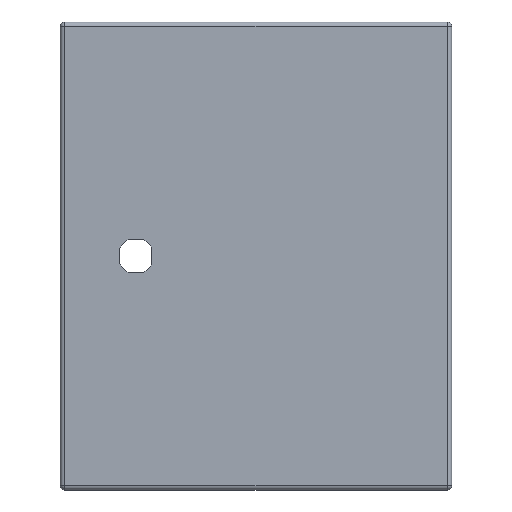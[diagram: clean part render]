
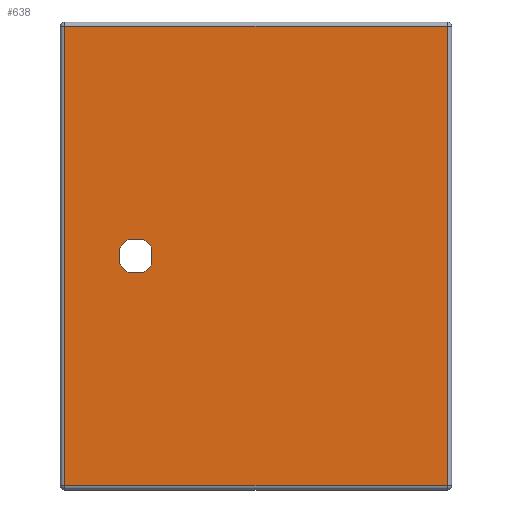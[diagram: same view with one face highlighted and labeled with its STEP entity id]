
A CAD part, top view. The second image highlights one B-rep face of the part: STEP entity #638.
In plain terms, the highlighted planar face has unit normal (0, 0, 1).
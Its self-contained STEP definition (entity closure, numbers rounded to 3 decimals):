
#224=FACE_BOUND('',#855,.T.);
#225=FACE_BOUND('',#856,.T.);
#371=LINE('',#2930,#516);
#375=LINE('',#2942,#520);
#379=LINE('',#2954,#524);
#382=LINE('',#2963,#527);
#384=LINE('',#2999,#529);
#385=LINE('',#3013,#530);
#398=LINE('',#3050,#543);
#399=LINE('',#3052,#544);
#516=VECTOR('',#2336,1.);
#520=VECTOR('',#2348,1.);
#524=VECTOR('',#2360,1.);
#527=VECTOR('',#2371,1.);
#529=VECTOR('',#2389,1.);
#530=VECTOR('',#2396,1.);
#543=VECTOR('',#2437,1.);
#544=VECTOR('',#2440,1.);
#638=ADVANCED_FACE('F52',(#224,#225),#689,.T.);
#689=PLANE('',#1998);
#855=EDGE_LOOP('',(#1204,#1205,#1206,#1207));
#856=EDGE_LOOP('',(#1208,#1209,#1210,#1211,#1212,#1213,#1214,#1215));
#1204=ORIENTED_EDGE('',*,*,#1724,.T.);
#1205=ORIENTED_EDGE('',*,*,#1723,.T.);
#1206=ORIENTED_EDGE('',*,*,#1701,.T.);
#1207=ORIENTED_EDGE('',*,*,#1704,.T.);
#1208=ORIENTED_EDGE('',*,*,#1692,.T.);
#1209=ORIENTED_EDGE('',*,*,#1672,.T.);
#1210=ORIENTED_EDGE('',*,*,#1675,.T.);
#1211=ORIENTED_EDGE('',*,*,#1678,.T.);
#1212=ORIENTED_EDGE('',*,*,#1681,.T.);
#1213=ORIENTED_EDGE('',*,*,#1684,.T.);
#1214=ORIENTED_EDGE('',*,*,#1687,.T.);
#1215=ORIENTED_EDGE('',*,*,#1690,.T.);
#1471=VERTEX_POINT('',#2919);
#1473=VERTEX_POINT('',#2923);
#1475=VERTEX_POINT('',#2929);
#1477=VERTEX_POINT('',#2935);
#1479=VERTEX_POINT('',#2941);
#1481=VERTEX_POINT('',#2947);
#1483=VERTEX_POINT('',#2953);
#1485=VERTEX_POINT('',#2959);
#1487=VERTEX_POINT('',#2967);
#1490=VERTEX_POINT('',#2982);
#1493=VERTEX_POINT('',#2998);
#1495=VERTEX_POINT('',#3014);
#1672=EDGE_CURVE('E137',#1471,#1473,#1820,.T.);
#1675=EDGE_CURVE('E138',#1473,#1475,#371,.T.);
#1678=EDGE_CURVE('E139',#1475,#1477,#1822,.T.);
#1681=EDGE_CURVE('E140',#1477,#1479,#375,.T.);
#1684=EDGE_CURVE('E141',#1479,#1481,#1824,.T.);
#1687=EDGE_CURVE('E142',#1481,#1483,#379,.T.);
#1690=EDGE_CURVE('E143',#1483,#1485,#1826,.T.);
#1692=EDGE_CURVE('E136',#1485,#1471,#382,.T.);
#1701=EDGE_CURVE('E125',#1490,#1493,#384,.T.);
#1704=EDGE_CURVE('E126',#1493,#1495,#385,.T.);
#1723=EDGE_CURVE('E123',#1487,#1490,#398,.T.);
#1724=EDGE_CURVE('E111',#1495,#1487,#399,.T.);
#1820=CIRCLE('',#1958,11.25);
#1822=CIRCLE('',#1962,11.25);
#1824=CIRCLE('',#1966,11.25);
#1826=CIRCLE('',#1970,11.25);
#1958=AXIS2_PLACEMENT_3D('',#2924,#2330,#2331);
#1962=AXIS2_PLACEMENT_3D('',#2936,#2342,#2343);
#1966=AXIS2_PLACEMENT_3D('',#2948,#2354,#2355);
#1970=AXIS2_PLACEMENT_3D('',#2960,#2366,#2367);
#1998=AXIS2_PLACEMENT_3D('',#3053,#2441,#2442);
#2330=DIRECTION('',(0.,0.,-1.));
#2331=DIRECTION('',(0.,1.,0.));
#2336=DIRECTION('',(0.,-1.,0.));
#2342=DIRECTION('',(0.,0.,-1.));
#2343=DIRECTION('',(-1.,0.,0.));
#2348=DIRECTION('',(-1.,0.,0.));
#2354=DIRECTION('',(0.,0.,-1.));
#2355=DIRECTION('',(-1.,0.,0.));
#2360=DIRECTION('',(0.,1.,0.));
#2366=DIRECTION('',(0.,0.,-1.));
#2367=DIRECTION('',(-1.,0.,0.));
#2371=DIRECTION('',(1.,0.,0.));
#2389=DIRECTION('',(-1.,0.,0.));
#2396=DIRECTION('',(0.,-1.,0.));
#2437=DIRECTION('',(0.,1.,0.));
#2440=DIRECTION('',(1.,0.,0.));
#2441=DIRECTION('',(0.,0.,1.));
#2442=DIRECTION('',(-1.,0.,0.));
#2919=CARTESIAN_POINT('',(8128.76,-2064.846,149.325));
#2923=CARTESIAN_POINT('',(8134.214,-2070.3,149.325));
#2924=CARTESIAN_POINT('',(8124.014,-2075.046,149.325));
#2929=CARTESIAN_POINT('',(8134.214,-2079.792,149.325));
#2930=CARTESIAN_POINT('',(8134.214,-2075.046,149.325));
#2935=CARTESIAN_POINT('',(8128.76,-2085.246,149.325));
#2936=CARTESIAN_POINT('',(8124.014,-2075.046,149.325));
#2941=CARTESIAN_POINT('',(8119.268,-2085.246,149.325));
#2942=CARTESIAN_POINT('',(8124.014,-2085.246,149.325));
#2947=CARTESIAN_POINT('',(8113.814,-2079.792,149.325));
#2948=CARTESIAN_POINT('',(8124.014,-2075.046,149.325));
#2953=CARTESIAN_POINT('',(8113.814,-2070.3,149.325));
#2954=CARTESIAN_POINT('',(8113.814,-2075.046,149.325));
#2959=CARTESIAN_POINT('',(8119.268,-2064.846,149.325));
#2960=CARTESIAN_POINT('',(8124.014,-2075.046,149.325));
#2963=CARTESIAN_POINT('',(8124.014,-2064.846,149.325));
#2967=CARTESIAN_POINT('',(8320.014,-2219.446,149.325));
#2982=CARTESIAN_POINT('',(8320.014,-1930.646,149.325));
#2998=CARTESIAN_POINT('',(8079.314,-1930.646,149.325));
#2999=CARTESIAN_POINT('',(8199.664,-1930.646,149.325));
#3013=CARTESIAN_POINT('',(8079.314,-2075.046,149.325));
#3014=CARTESIAN_POINT('',(8079.314,-2219.446,149.325));
#3050=CARTESIAN_POINT('',(8320.014,-2075.046,149.325));
#3052=CARTESIAN_POINT('',(8199.664,-2219.446,149.325));
#3053=CARTESIAN_POINT('',(8335.129,-1913.126,149.325));
